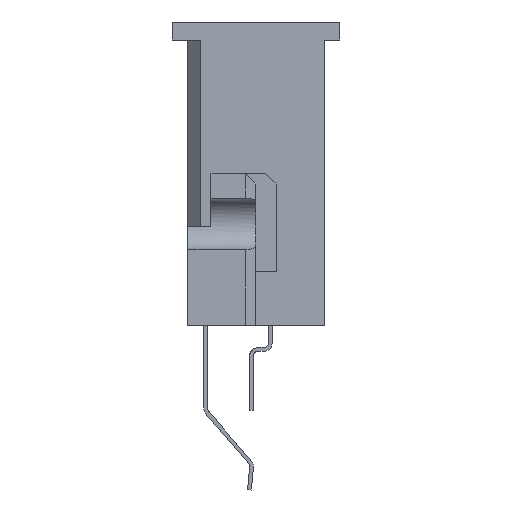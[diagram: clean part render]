
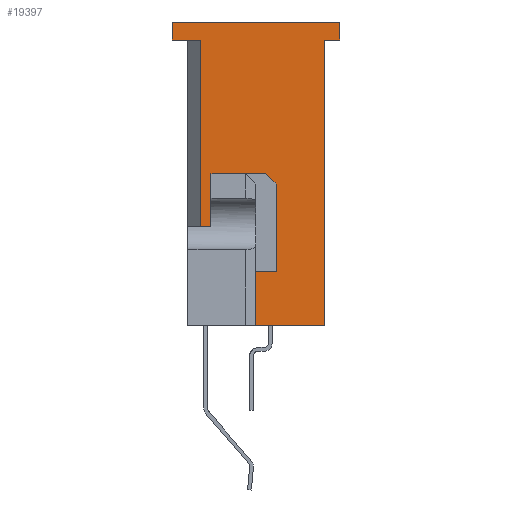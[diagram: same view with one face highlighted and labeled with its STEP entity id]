
A CAD part, left-side view. The second image highlights one B-rep face of the part: STEP entity #19397.
In plain terms, the highlighted planar face has unit normal (-1, 0, 0).
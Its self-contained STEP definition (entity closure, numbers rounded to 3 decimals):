
#72=DIRECTION('',(0.,0.,1.));
#73=VECTOR('',#72,1.727);
#74=CARTESIAN_POINT('',(-22.174,-0.396,-4.928));
#75=LINE('',#74,#73);
#76=DIRECTION('',(0.,0.,1.));
#77=VECTOR('',#76,1.041);
#78=CARTESIAN_POINT('',(-22.174,0.889,-4.039));
#79=LINE('',#78,#77);
#80=DIRECTION('',(0.,-1.,0.));
#81=VECTOR('',#80,0.203);
#82=CARTESIAN_POINT('',(-22.174,1.092,-4.039));
#83=LINE('',#82,#81);
#84=DIRECTION('',(0.,0.,-1.));
#85=VECTOR('',#84,3.683);
#86=CARTESIAN_POINT('',(-22.174,1.092,-0.356));
#87=LINE('',#86,#85);
#88=DIRECTION('',(0.,0.,1.));
#89=VECTOR('',#88,0.356);
#90=CARTESIAN_POINT('',(-22.174,1.651,-0.356));
#91=LINE('',#90,#89);
#92=DIRECTION('',(0.,-1.,0.));
#93=VECTOR('',#92,3.302);
#94=CARTESIAN_POINT('',(-22.174,1.651,0.));
#95=LINE('',#94,#93);
#96=DIRECTION('',(0.,0.,-1.));
#97=VECTOR('',#96,0.356);
#98=CARTESIAN_POINT('',(-22.174,-1.651,0.));
#99=LINE('',#98,#97);
#100=DIRECTION('',(0.,1.,0.));
#101=VECTOR('',#100,0.305);
#102=CARTESIAN_POINT('',(-22.174,-1.651,-0.356));
#103=LINE('',#102,#101);
#104=DIRECTION('',(0.,0.,-1.));
#105=VECTOR('',#104,5.639);
#106=CARTESIAN_POINT('',(-22.174,-1.346,-0.356));
#107=LINE('',#106,#105);
#108=DIRECTION('',(0.,1.,0.));
#109=VECTOR('',#108,2.438);
#110=CARTESIAN_POINT('',(-22.174,-1.346,-5.994));
#111=LINE('',#110,#109);
#112=DIRECTION('',(0.,0.,-1.));
#113=VECTOR('',#112,1.067);
#114=CARTESIAN_POINT('',(-22.174,1.092,-4.928));
#115=LINE('',#114,#113);
#124=DIRECTION('',(0.,-0.707,-0.707));
#125=VECTOR('',#124,0.287);
#126=CARTESIAN_POINT('',(-22.174,-0.193,-2.997));
#127=LINE('',#126,#125);
#132=DIRECTION('',(0.,1.,0.));
#133=VECTOR('',#132,1.488);
#134=CARTESIAN_POINT('',(-22.174,-0.396,-4.928));
#135=LINE('',#134,#133);
#2040=DIRECTION('',(0.,-1.,0.));
#2041=VECTOR('',#2040,0.559);
#2042=CARTESIAN_POINT('',(-22.174,1.651,-0.356));
#2043=LINE('',#2042,#2041);
#2238=DIRECTION('',(0.,-1.,0.));
#2239=VECTOR('',#2238,1.082);
#2240=CARTESIAN_POINT('',(-22.174,0.889,-2.997));
#2241=LINE('',#2240,#2239);
#14959=CARTESIAN_POINT('',(-22.174,-1.651,0.));
#14960=CARTESIAN_POINT('',(-22.174,-1.651,-0.356));
#14961=VERTEX_POINT('',#14959);
#14962=VERTEX_POINT('',#14960);
#14963=CARTESIAN_POINT('',(-22.174,-1.346,-0.356));
#14964=VERTEX_POINT('',#14963);
#14965=CARTESIAN_POINT('',(-22.174,-1.346,-5.994));
#14966=VERTEX_POINT('',#14965);
#14967=CARTESIAN_POINT('',(-22.174,1.651,-0.356));
#14968=CARTESIAN_POINT('',(-22.174,1.651,0.));
#14969=VERTEX_POINT('',#14967);
#14970=VERTEX_POINT('',#14968);
#14989=CARTESIAN_POINT('',(-22.174,0.889,-4.039));
#14990=CARTESIAN_POINT('',(-22.174,0.889,-2.997));
#14991=VERTEX_POINT('',#14989);
#14992=VERTEX_POINT('',#14990);
#15057=CARTESIAN_POINT('',(-22.174,-0.396,-4.928));
#15058=VERTEX_POINT('',#15057);
#19089=CARTESIAN_POINT('',(-22.174,-0.396,-3.2));
#19091=VERTEX_POINT('',#19089);
#19094=CARTESIAN_POINT('',(-22.174,-0.193,-2.997));
#19095=VERTEX_POINT('',#19094);
#19100=CARTESIAN_POINT('',(-22.174,1.092,-0.356));
#19101=CARTESIAN_POINT('',(-22.174,1.092,-4.039));
#19102=VERTEX_POINT('',#19100);
#19103=VERTEX_POINT('',#19101);
#19104=CARTESIAN_POINT('',(-22.174,1.092,-5.994));
#19106=VERTEX_POINT('',#19104);
#19110=CARTESIAN_POINT('',(-22.174,1.092,-4.928));
#19111=VERTEX_POINT('',#19110);
#19360=CARTESIAN_POINT('',(-22.174,0.,0.));
#19361=DIRECTION('',(1.,0.,0.));
#19362=DIRECTION('',(0.,0.,-1.));
#19363=AXIS2_PLACEMENT_3D('',#19360,#19361,#19362);
#19364=PLANE('',#19363);
#19366=ORIENTED_EDGE('',*,*,#19365,.T.);
#19368=ORIENTED_EDGE('',*,*,#19367,.F.);
#19370=ORIENTED_EDGE('',*,*,#19369,.F.);
#19372=ORIENTED_EDGE('',*,*,#19371,.F.);
#19374=ORIENTED_EDGE('',*,*,#19373,.F.);
#19376=ORIENTED_EDGE('',*,*,#19375,.F.);
#19378=ORIENTED_EDGE('',*,*,#19377,.F.);
#19380=ORIENTED_EDGE('',*,*,#19379,.T.);
#19382=ORIENTED_EDGE('',*,*,#19381,.T.);
#19384=ORIENTED_EDGE('',*,*,#19383,.T.);
#19386=ORIENTED_EDGE('',*,*,#19385,.T.);
#19388=ORIENTED_EDGE('',*,*,#19387,.T.);
#19390=ORIENTED_EDGE('',*,*,#19389,.T.);
#19392=ORIENTED_EDGE('',*,*,#19391,.F.);
#19394=ORIENTED_EDGE('',*,*,#19393,.F.);
#19395=EDGE_LOOP('',(#19366,#19368,#19370,#19372,#19374,#19376,#19378,#19380,
#19382,#19384,#19386,#19388,#19390,#19392,#19394));
#19396=FACE_OUTER_BOUND('',#19395,.F.);
#19397=ADVANCED_FACE('',(#19396),#19364,.F.);
#19365=EDGE_CURVE('',#15058,#19091,#75,.T.);
#19367=EDGE_CURVE('',#19095,#19091,#127,.T.);
#19369=EDGE_CURVE('',#14992,#19095,#2241,.T.);
#19371=EDGE_CURVE('',#14991,#14992,#79,.T.);
#19373=EDGE_CURVE('',#19103,#14991,#83,.T.);
#19375=EDGE_CURVE('',#19102,#19103,#87,.T.);
#19377=EDGE_CURVE('',#14969,#19102,#2043,.T.);
#19379=EDGE_CURVE('',#14969,#14970,#91,.T.);
#19381=EDGE_CURVE('',#14970,#14961,#95,.T.);
#19383=EDGE_CURVE('',#14961,#14962,#99,.T.);
#19385=EDGE_CURVE('',#14962,#14964,#103,.T.);
#19387=EDGE_CURVE('',#14964,#14966,#107,.T.);
#19389=EDGE_CURVE('',#14966,#19106,#111,.T.);
#19391=EDGE_CURVE('',#19111,#19106,#115,.T.);
#19393=EDGE_CURVE('',#15058,#19111,#135,.T.);
